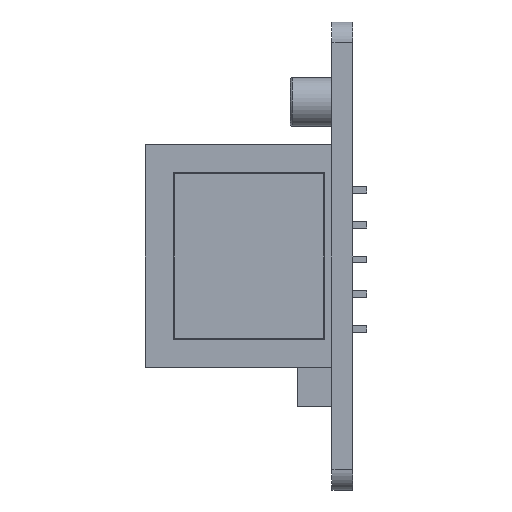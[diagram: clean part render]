
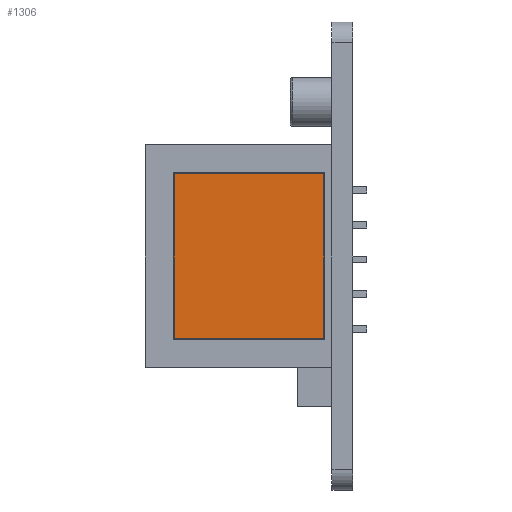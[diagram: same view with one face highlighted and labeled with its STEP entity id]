
A CAD part, left-side view. The second image highlights one B-rep face of the part: STEP entity #1306.
In plain terms, the highlighted planar face has unit normal (-1, 0, 0).
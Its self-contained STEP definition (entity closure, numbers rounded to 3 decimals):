
#190 = PLANE ( 'NONE',  #3659 ) ;
#206 = CARTESIAN_POINT ( 'NONE',  ( -13.625, 12.9, 6. ) ) ;
#304 = LINE ( 'NONE', #3043, #4841 ) ;
#317 = ORIENTED_EDGE ( 'NONE', *, *, #5267, .T. ) ;
#405 = VERTEX_POINT ( 'NONE', #206 ) ;
#473 = ORIENTED_EDGE ( 'NONE', *, *, #755, .T. ) ;
#478 = DIRECTION ( 'NONE',  ( 1., 0., 0. ) ) ;
#607 = DIRECTION ( 'NONE',  ( 0., 0., -1. ) ) ;
#755 = EDGE_CURVE ( 'NONE', #781, #2248, #5254, .T. ) ;
#781 = VERTEX_POINT ( 'NONE', #2890 ) ;
#786 = EDGE_LOOP ( 'NONE', ( #4317, #473, #5439, #317 ) ) ;
#985 = VECTOR ( 'NONE', #2947, 1000. ) ;
#1306 = ADVANCED_FACE ( 'NONE', ( #2206 ), #190, .F. ) ;
#1390 = VECTOR ( 'NONE', #3548, 1000. ) ;
#1686 = VECTOR ( 'NONE', #3917, 1000. ) ;
#1995 = CARTESIAN_POINT ( 'NONE',  ( -13.625, 12.9, -6. ) ) ;
#2105 = EDGE_CURVE ( 'NONE', #2248, #405, #2250, .T. ) ;
#2206 = FACE_OUTER_BOUND ( 'NONE', #786, .T. ) ;
#2248 = VERTEX_POINT ( 'NONE', #4444 ) ;
#2250 = LINE ( 'NONE', #2952, #985 ) ;
#2596 = EDGE_CURVE ( 'NONE', #3714, #781, #304, .T. ) ;
#2890 = CARTESIAN_POINT ( 'NONE',  ( -13.625, 2., -6. ) ) ;
#2947 = DIRECTION ( 'NONE',  ( 0., 1., 0. ) ) ;
#2952 = CARTESIAN_POINT ( 'NONE',  ( -13.625, 12.9, 6. ) ) ;
#2957 = LINE ( 'NONE', #4883, #1686 ) ;
#3043 = CARTESIAN_POINT ( 'NONE',  ( -13.625, 12.9, -6. ) ) ;
#3161 = DIRECTION ( 'NONE',  ( 0., -1., 0. ) ) ;
#3473 = CARTESIAN_POINT ( 'NONE',  ( -13.625, 2., 6. ) ) ;
#3548 = DIRECTION ( 'NONE',  ( 0., 0., 1. ) ) ;
#3659 = AXIS2_PLACEMENT_3D ( 'NONE', #5911, #478, #607 ) ;
#3714 = VERTEX_POINT ( 'NONE', #1995 ) ;
#3917 = DIRECTION ( 'NONE',  ( 0., 0., -1. ) ) ;
#4317 = ORIENTED_EDGE ( 'NONE', *, *, #2596, .T. ) ;
#4444 = CARTESIAN_POINT ( 'NONE',  ( -13.625, 2., 6. ) ) ;
#4841 = VECTOR ( 'NONE', #3161, 1000. ) ;
#4883 = CARTESIAN_POINT ( 'NONE',  ( -13.625, 12.9, 6. ) ) ;
#5254 = LINE ( 'NONE', #3473, #1390 ) ;
#5267 = EDGE_CURVE ( 'NONE', #405, #3714, #2957, .T. ) ;
#5439 = ORIENTED_EDGE ( 'NONE', *, *, #2105, .T. ) ;
#5911 = CARTESIAN_POINT ( 'NONE',  ( -13.625, 0., 0. ) ) ;
